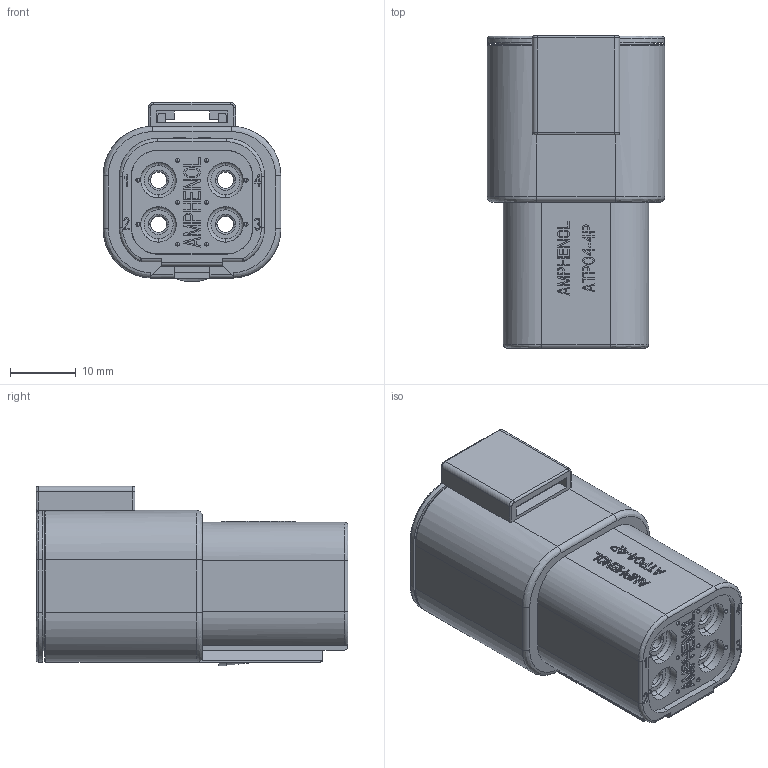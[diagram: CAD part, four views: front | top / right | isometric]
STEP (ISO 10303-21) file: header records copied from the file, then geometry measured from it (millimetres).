
FILE_DESCRIPTION (( 'STEP AP214' ), '1' );
FILE_NAME ('ATP04-4P-BLK.STEP', '2019-02-26T13:43:04', ( '' ), ( '' ), 'SwSTEP 2.0', 'SolidWorks 2018', '' );
FILE_SCHEMA (( 'AUTOMOTIVE_DESIGN' ));
Length unit declared in the file: inch
Products named in the file (1): ATP04-4P-BLK
Bounding box: 26.95 x 47.3 x 27.2 mm (x, y, z)
Volume: 16259.8 mm3; surface area: 8757.1 mm2
Topology: 1 solids, 4 shells, 933 faces, 2548 edges, 1637 vertices
Faces by surface type: plane 703, cylinder 127, bspline 88, cone 13, torus 2
Entity records: 33594 total; most frequent: CARTESIAN_POINT 11794, ORIENTED_EDGE 5014, DIRECTION 3684, EDGE_CURVE 2507, VERTEX_POINT 1637, VECTOR 1612, LINE 1612, AXIS2_PLACEMENT_3D 1036
